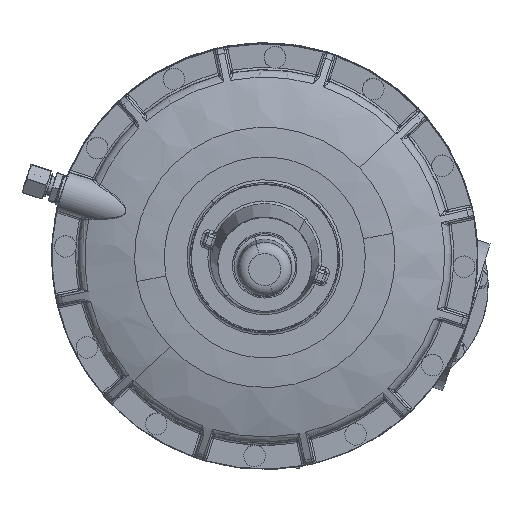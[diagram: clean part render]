
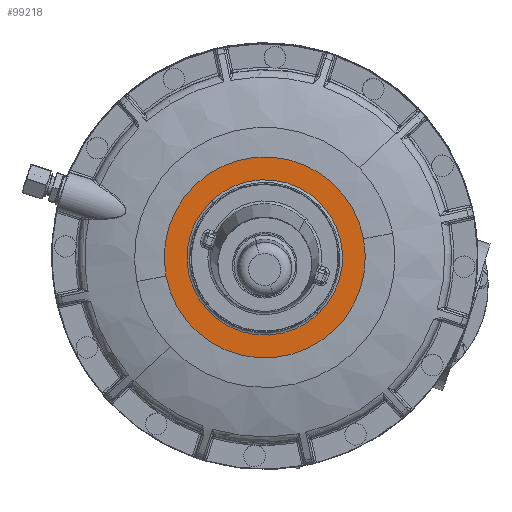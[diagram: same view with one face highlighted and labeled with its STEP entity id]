
A CAD part, top view. The second image highlights one B-rep face of the part: STEP entity #99218.
In plain terms, the highlighted face is planar.
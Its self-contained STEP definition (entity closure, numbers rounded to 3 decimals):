
#99146=DIRECTION('Axis2P3D Direction',(0.,0.,-1.)) ;
#99147=DIRECTION('Axis2P3D XDirection',(1.,0.,0.)) ;
#99151=DIRECTION('Axis2P3D Direction',(0.,0.,-1.)) ;
#99160=DIRECTION('Axis2P3D Direction',(0.,0.,-1.)) ;
#99167=DIRECTION('Axis2P3D Direction',(0.,0.,-1.)) ;
#99174=DIRECTION('Axis2P3D Direction',(0.,0.,-1.)) ;
#99181=DIRECTION('Axis2P3D Direction',(0.,0.,-1.)) ;
#99188=DIRECTION('Axis2P3D Direction',(0.,0.,-1.)) ;
#99201=DIRECTION('Axis2P3D Direction',(0.,0.,-1.)) ;
#99210=DIRECTION('Axis2P3D Direction',(0.,0.,-1.)) ;
#99145=CARTESIAN_POINT('Axis2P3D Location',(-58.,0.,140.5)) ;
#99150=CARTESIAN_POINT('Axis2P3D Location',(0.,0.,140.5)) ;
#99154=CARTESIAN_POINT('Vertex',(75.,-0.235,140.5)) ;
#99156=CARTESIAN_POINT('Vertex',(65.819,-35.957,140.5)) ;
#99159=CARTESIAN_POINT('Axis2P3D Location',(0.,0.,140.5)) ;
#99163=CARTESIAN_POINT('Vertex',(75.,0.,140.5)) ;
#99166=CARTESIAN_POINT('Axis2P3D Location',(0.,0.,140.5)) ;
#99170=CARTESIAN_POINT('Vertex',(65.819,35.957,140.5)) ;
#99173=CARTESIAN_POINT('Axis2P3D Location',(0.,0.,140.5)) ;
#99177=CARTESIAN_POINT('Vertex',(-65.819,35.957,140.5)) ;
#99180=CARTESIAN_POINT('Axis2P3D Location',(0.,0.,140.5)) ;
#99184=CARTESIAN_POINT('Vertex',(-65.819,-35.957,140.5)) ;
#99187=CARTESIAN_POINT('Axis2P3D Location',(0.,0.,140.5)) ;
#99200=CARTESIAN_POINT('Axis2P3D Location',(0.,0.,140.5)) ;
#99204=CARTESIAN_POINT('Vertex',(50.9,-27.807,140.5)) ;
#99206=CARTESIAN_POINT('Vertex',(-50.9,27.807,140.5)) ;
#99209=CARTESIAN_POINT('Axis2P3D Location',(0.,0.,140.5)) ;
#99148=AXIS2_PLACEMENT_3D('Plane Axis2P3D',#99145,#99146,#99147) ;
#99152=AXIS2_PLACEMENT_3D('Circle Axis2P3D',#99150,#99151,$) ;
#99161=AXIS2_PLACEMENT_3D('Circle Axis2P3D',#99159,#99160,$) ;
#99168=AXIS2_PLACEMENT_3D('Circle Axis2P3D',#99166,#99167,$) ;
#99175=AXIS2_PLACEMENT_3D('Circle Axis2P3D',#99173,#99174,$) ;
#99182=AXIS2_PLACEMENT_3D('Circle Axis2P3D',#99180,#99181,$) ;
#99189=AXIS2_PLACEMENT_3D('Circle Axis2P3D',#99187,#99188,$) ;
#99202=AXIS2_PLACEMENT_3D('Circle Axis2P3D',#99200,#99201,$) ;
#99211=AXIS2_PLACEMENT_3D('Circle Axis2P3D',#99209,#99210,$) ;
#99217=FACE_BOUND('',#99214,.T.) ;
#99158=EDGE_CURVE('',#99155,#99157,#99153,.T.) ;
#99165=EDGE_CURVE('',#99164,#99155,#99162,.T.) ;
#99172=EDGE_CURVE('',#99171,#99164,#99169,.T.) ;
#99179=EDGE_CURVE('',#99178,#99171,#99176,.T.) ;
#99186=EDGE_CURVE('',#99185,#99178,#99183,.T.) ;
#99191=EDGE_CURVE('',#99157,#99185,#99190,.T.) ;
#99208=EDGE_CURVE('',#99205,#99207,#99203,.T.) ;
#99213=EDGE_CURVE('',#99207,#99205,#99212,.T.) ;
#99149=PLANE('Plane',#99148) ;
#99193=ORIENTED_EDGE('',*,*,#99158,.F.) ;
#99194=ORIENTED_EDGE('',*,*,#99165,.F.) ;
#99195=ORIENTED_EDGE('',*,*,#99172,.F.) ;
#99196=ORIENTED_EDGE('',*,*,#99179,.F.) ;
#99197=ORIENTED_EDGE('',*,*,#99186,.F.) ;
#99198=ORIENTED_EDGE('',*,*,#99191,.F.) ;
#99215=ORIENTED_EDGE('',*,*,#99208,.T.) ;
#99216=ORIENTED_EDGE('',*,*,#99213,.T.) ;
#99218=ADVANCED_FACE('Brep With Voids',(#99199,#99217),#99149,.F.) ;
#99153=CIRCLE('generated circle',#99152,75.) ;
#99162=CIRCLE('generated circle',#99161,75.) ;
#99169=CIRCLE('generated circle',#99168,75.) ;
#99176=CIRCLE('generated circle',#99175,75.) ;
#99183=CIRCLE('generated circle',#99182,75.) ;
#99190=CIRCLE('generated circle',#99189,75.) ;
#99203=CIRCLE('generated circle',#99202,58.) ;
#99212=CIRCLE('generated circle',#99211,58.) ;
#99155=VERTEX_POINT('',#99154) ;
#99157=VERTEX_POINT('',#99156) ;
#99164=VERTEX_POINT('',#99163) ;
#99171=VERTEX_POINT('',#99170) ;
#99178=VERTEX_POINT('',#99177) ;
#99185=VERTEX_POINT('',#99184) ;
#99205=VERTEX_POINT('',#99204) ;
#99207=VERTEX_POINT('',#99206) ;
#99192=EDGE_LOOP('',(#99193,#99194,#99195,#99196,#99197,#99198)) ;
#99214=EDGE_LOOP('',(#99215,#99216)) ;
#99199=FACE_OUTER_BOUND('',#99192,.T.) ;
